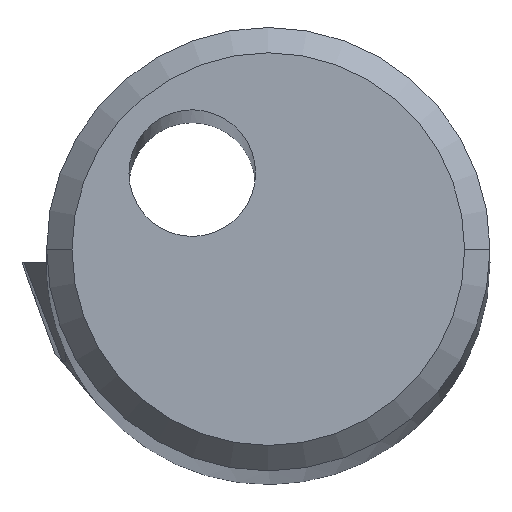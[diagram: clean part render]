
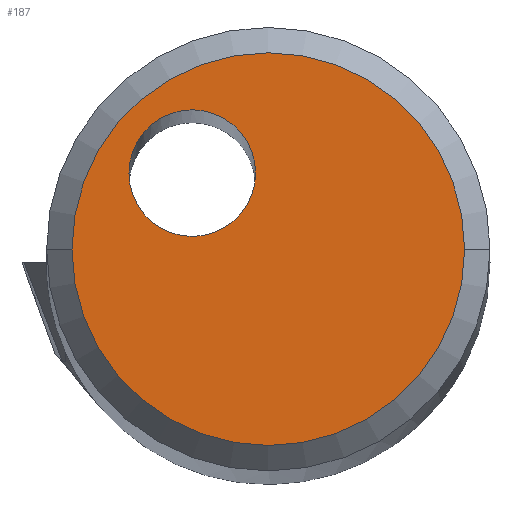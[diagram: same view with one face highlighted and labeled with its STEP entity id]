
A CAD part, top view. The second image highlights one B-rep face of the part: STEP entity #187.
In plain terms, the highlighted planar face has unit normal (0, 0, 1).
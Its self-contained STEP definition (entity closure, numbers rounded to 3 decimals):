
#125=EDGE_CURVE('NONE',#249,#171,#336,.F.);
#159=EDGE_CURVE('NONE',#305,#303,#374,.T.);
#171=VERTEX_POINT('NONE',#386);
#187=ADVANCED_FACE('NONE',(#403,#404),#405,.F.);
#227=EDGE_CURVE('NONE',#171,#249,#450,.T.);
#249=VERTEX_POINT('NONE',#473);
#283=EDGE_CURVE('NONE',#303,#305,#513,.F.);
#303=VERTEX_POINT('NONE',#534);
#305=VERTEX_POINT('NONE',#536);
#336=CIRCLE('',#558,0.5);
#374=CIRCLE('',#612,1.55);
#386=CARTESIAN_POINT('',(-0.926,0.426,0.0));
#403=FACE_OUTER_BOUND('',#650,.T.);
#404=FACE_BOUND('',#651,.T.);
#405=PLANE('',#652);
#450=CIRCLE('',#769,0.5);
#473=CARTESIAN_POINT('',(0.074,0.426,0.0));
#513=CIRCLE('',#885,1.55);
#534=CARTESIAN_POINT('',(-1.376,-0.174,0.0));
#536=CARTESIAN_POINT('',(1.724,-0.174,0.0));
#558=AXIS2_PLACEMENT_3D('',#935,#936,#937);
#612=AXIS2_PLACEMENT_3D('',#979,#980,#981);
#650=EDGE_LOOP('',(#998,#999));
#651=EDGE_LOOP('',(#1000,#1001));
#652=AXIS2_PLACEMENT_3D('',#1002,#1003,#1004);
#769=AXIS2_PLACEMENT_3D('',#1057,#1058,#1059);
#885=AXIS2_PLACEMENT_3D('',#1143,#1144,#1145);
#935=CARTESIAN_POINT('',(-0.426,0.426,0.0));
#936=DIRECTION('',(-0.0,0.0,1.0));
#937=DIRECTION('',(1.0,0.,0.0));
#979=CARTESIAN_POINT('',(0.174,-0.174,0.0));
#980=DIRECTION('',(0.0,0.0,1.0));
#981=DIRECTION('',(-1.0,0.,0.0));
#998=ORIENTED_EDGE('',*,*,#283,.T.);
#999=ORIENTED_EDGE('',*,*,#159,.T.);
#1000=ORIENTED_EDGE('',*,*,#125,.T.);
#1001=ORIENTED_EDGE('',*,*,#227,.T.);
#1002=CARTESIAN_POINT('',(0.174,-0.174,0.0));
#1003=DIRECTION('',(0.0,0.0,-1.0));
#1004=DIRECTION('',(-1.0,0.0,0.0));
#1057=CARTESIAN_POINT('',(-0.426,0.426,0.0));
#1058=DIRECTION('',(0.0,0.0,-1.0));
#1059=DIRECTION('',(1.0,0.,0.0));
#1143=CARTESIAN_POINT('',(0.174,-0.174,0.0));
#1144=DIRECTION('',(0.0,0.0,-1.0));
#1145=DIRECTION('',(-1.0,0.,0.0));
